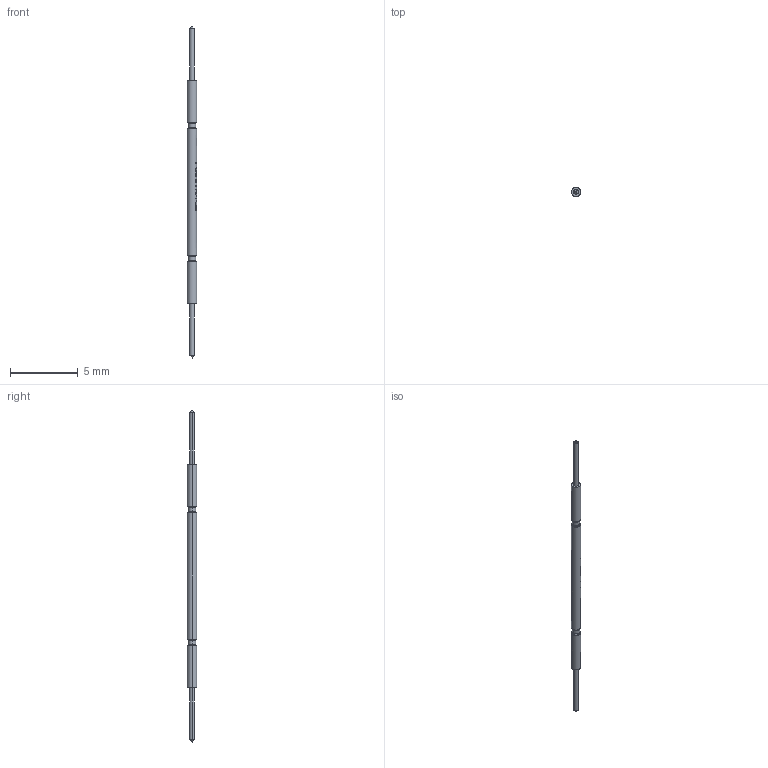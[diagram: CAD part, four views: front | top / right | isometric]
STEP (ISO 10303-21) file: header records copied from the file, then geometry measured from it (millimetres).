
FILE_DESCRIPTION (( 'STEP AP214' ), '1' );
FILE_NAME ('MOD-F25201S036Lxxx.STEP', '2019-07-04T12:45:41', ( 'Installadmin' ), ( 'Hewlett-Packard Company' ), 'SwSTEP 2.0', 'SolidWorks 2015', '' );
FILE_SCHEMA (( 'AUTOMOTIVE_DESIGN' ));
Length unit declared in the file: millimetre
Products named in the file (1): MOD-F25201S036Lxxx
Bounding box: 0.68 x 0.68 x 24.5 mm (x, y, z)
Volume: 6.7 mm3; surface area: 44.5 mm2
Topology: 1 solids, 1 shells, 71 faces, 259 edges, 187 vertices
Faces by surface type: cylinder 47, cone 14, torus 8, plane 2
Entity records: 3287 total; most frequent: CARTESIAN_POINT 975, ORIENTED_EDGE 506, DIRECTION 420, EDGE_CURVE 253, VERTEX_POINT 187, AXIS2_PLACEMENT_3D 165, CIRCLE 93, LINE 90
